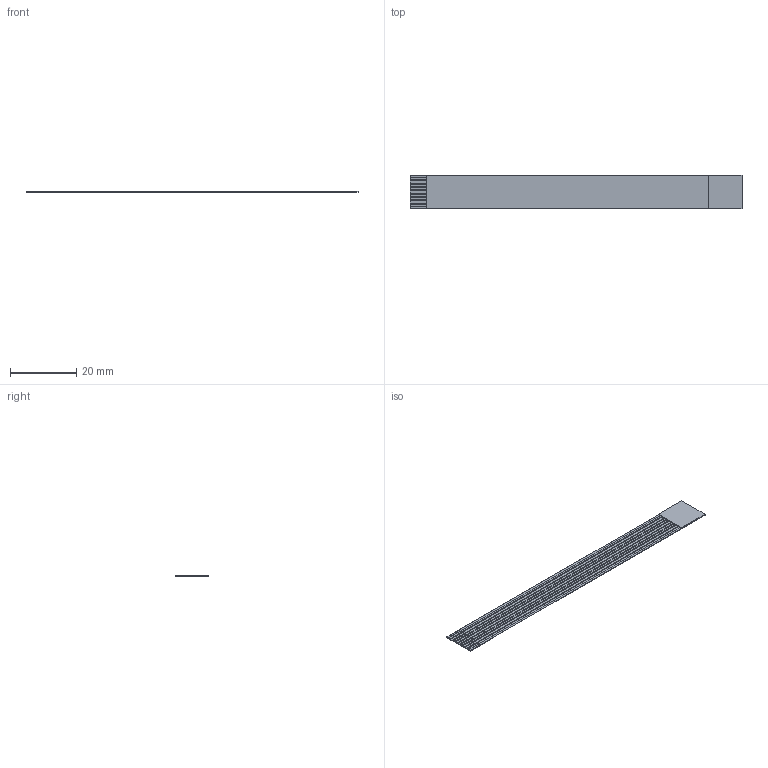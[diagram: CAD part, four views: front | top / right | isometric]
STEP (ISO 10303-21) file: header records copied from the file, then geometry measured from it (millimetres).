
FILE_DESCRIPTION(/* description */ ('Unknown'),/* implementation_level */ '2;1');
FILE_NAME(/* name */ '686709100001',/* time_stamp */ '2020-02-17T11:26:07+01:00',/* author */ ('Unknown'),/* organization */ ('Unknown'),/* preprocessor_version */ 'ST-DEVELOPER v16.7',/* originating_system */ 'DEX',/* authorisation */ $);
FILE_SCHEMA (('AUTOMOTIVE_DESIGN {1 0 10303 214 3 1 1}'));
Length unit declared in the file: millimetre
Products named in the file (2): 6867xx100001; 686709100001
Assembly tree (1 placements, depth 2):
  6867xx100001
    686709100001
Bounding box: 100 x 10 x 0.59 mm (x, y, z)
Volume: 147.1 mm3; surface area: 3270.8 mm2
Topology: 1 solids, 1 shells, 74 faces, 226 edges, 136 vertices
Faces by surface type: plane 74
Entity records: 3058 total; most frequent: ORIENTED_EDGE 452, CARTESIAN_POINT 446, DIRECTION 374, EDGE_CURVE 226, LINE 222, VECTOR 222, VERTEX_POINT 136, AXIS2_PLACEMENT_3D 76
